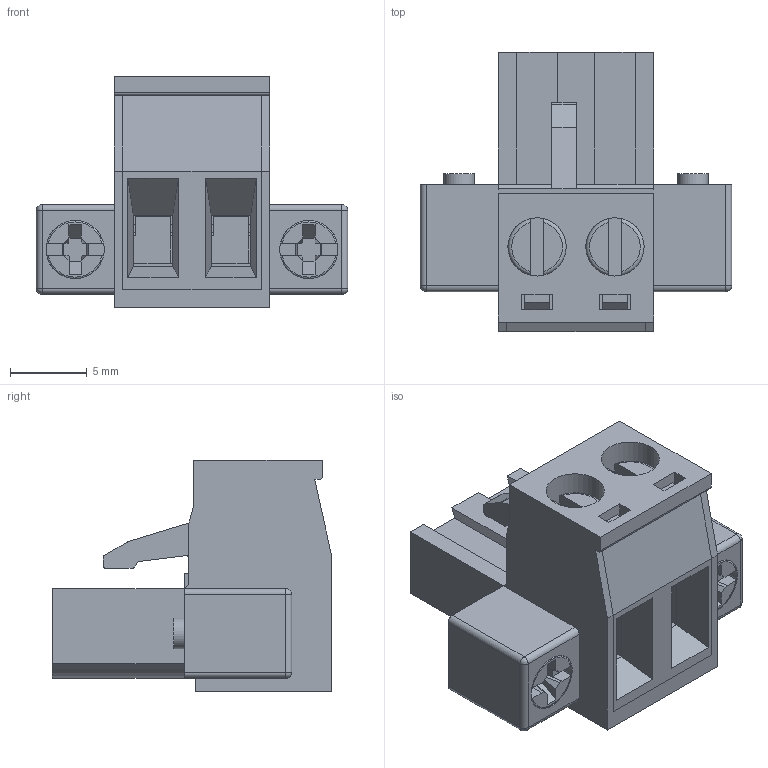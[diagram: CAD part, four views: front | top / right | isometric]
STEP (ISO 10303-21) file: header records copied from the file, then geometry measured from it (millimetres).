
FILE_DESCRIPTION(/* description */ ('Unknown'),/* implementation_level */ '2;1');
FILE_NAME(/* name */ '691340500002',/* time_stamp */ '2021-10-26T14:24:16+02:00',/* author */ ('Unknown'),/* organization */ ('Unknown'),/* preprocessor_version */ 'ST-DEVELOPER v16.7',/* originating_system */ 'Solid Edge',/* authorisation */ 'Unknown');
FILE_SCHEMA (('AUTOMOTIVE_DESIGN {1 0 10303 214 3 1 1}'));
Length unit declared in the file: millimetre
Products named in the file (7): 6913405000xx; 691340500002; 6913405000xx_CAGE; 6913405000xx_PIN; 6913405000xx_VIS; 6913405000xx_VIS flange; 691340500002_CAPOT
Assembly tree (10 placements, depth 2):
  6913405000xx
    691340500002
    6913405000xx_CAGE  x2
    6913405000xx_PIN  x2
    6913405000xx_VIS  x2
    6913405000xx_VIS flange  x2
    691340500002_CAPOT
Bounding box: 20.32 x 18.2 x 15.1 mm (x, y, z)
Volume: 1556.4 mm3; surface area: 3987.4 mm2
Topology: 10 solids, 10 shells, 581 faces, 1568 edges, 1020 vertices
Faces by surface type: plane 425, cylinder 134, torus 12, cone 6, sphere 4
Full cylindrical faces by diameter (mm): 1.5 x2, 2 x2, 2.2 x2, 2.4 x2, 2.5 x4, 2.9 x2, 2.95 x2, 3 x2, 3.8 x8
Entity records: 13531 total; most frequent: CARTESIAN_POINT 2307, ORIENTED_EDGE 2196, DIRECTION 2140, EDGE_CURVE 1098, LINE 894, VECTOR 894, VERTEX_POINT 726, AXIS2_PLACEMENT_3D 623
